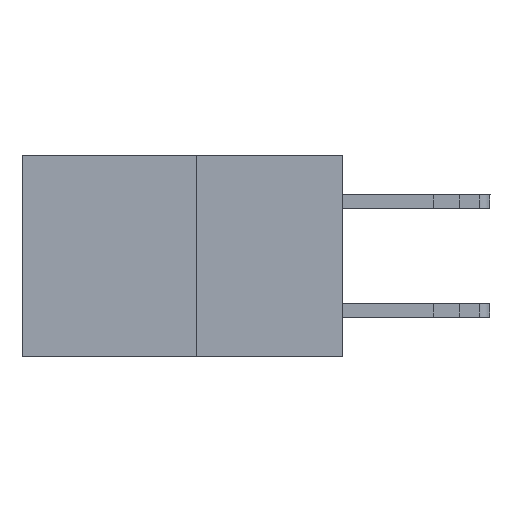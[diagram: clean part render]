
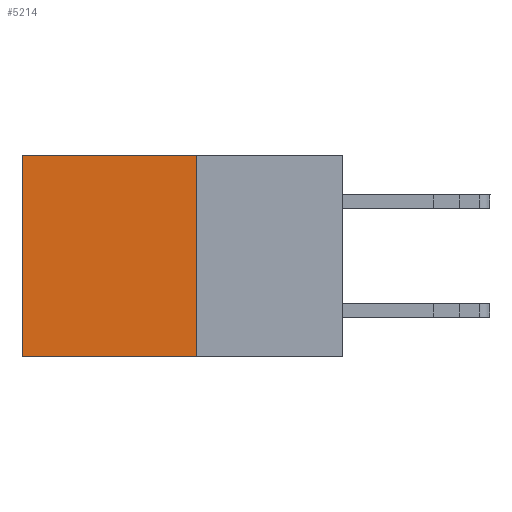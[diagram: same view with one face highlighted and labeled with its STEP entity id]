
A CAD part, left-side view. The second image highlights one B-rep face of the part: STEP entity #5214.
In plain terms, the highlighted planar face has unit normal (-1, 0, 0).
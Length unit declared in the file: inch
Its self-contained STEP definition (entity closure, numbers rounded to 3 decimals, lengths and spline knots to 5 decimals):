
#922 = CARTESIAN_POINT ( 'NONE',  ( 0.277, 0.27, -0.37 ) ) ;
#1428 = ORIENTED_EDGE ( 'NONE', *, *, #9774, .F. ) ;
#1610 = DIRECTION ( 'NONE',  ( 1., 0., 0. ) ) ;
#1947 = DIRECTION ( 'NONE',  ( 0., 0., -1. ) ) ;
#2921 = ORIENTED_EDGE ( 'NONE', *, *, #5859, .T. ) ;
#3546 = EDGE_CURVE ( 'NONE', #6279, #12577, #10124, .T. ) ;
#4759 = CARTESIAN_POINT ( 'NONE',  ( 0.277, 0.59, -0.37 ) ) ;
#5214 = ADVANCED_FACE ( 'NONE', ( #10600 ), #8564, .F. ) ;
#5859 = EDGE_CURVE ( 'NONE', #6295, #12577, #14787, .T. ) ;
#5903 = CARTESIAN_POINT ( 'NONE',  ( 0.277, 0.27, 0. ) ) ;
#6005 = ORIENTED_EDGE ( 'NONE', *, *, #3546, .F. ) ;
#6228 = AXIS2_PLACEMENT_3D ( 'NONE', #11959, #1610, #1947 ) ;
#6279 = VERTEX_POINT ( 'NONE', #11320 ) ;
#6295 = VERTEX_POINT ( 'NONE', #9734 ) ;
#7308 = VECTOR ( 'NONE', #14667, 39.37008 ) ;
#8564 = PLANE ( 'NONE',  #6228 ) ;
#9533 = VERTEX_POINT ( 'NONE', #12496 ) ;
#9734 = CARTESIAN_POINT ( 'NONE',  ( 0.277, 0.59, 0. ) ) ;
#9774 = EDGE_CURVE ( 'NONE', #9533, #6279, #16333, .T. ) ;
#10124 = LINE ( 'NONE', #10330, #12691 ) ;
#10330 = CARTESIAN_POINT ( 'NONE',  ( 0.277, 0.27, -0.37 ) ) ;
#10600 = FACE_OUTER_BOUND ( 'NONE', #14279, .T. ) ;
#11306 = LINE ( 'NONE', #5903, #18819 ) ;
#11320 = CARTESIAN_POINT ( 'NONE',  ( 0.277, 0.27, -0.37 ) ) ;
#11959 = CARTESIAN_POINT ( 'NONE',  ( 0.277, 0.27, -0.37 ) ) ;
#12496 = CARTESIAN_POINT ( 'NONE',  ( 0.277, 0.27, 0. ) ) ;
#12577 = VERTEX_POINT ( 'NONE', #15642 ) ;
#12691 = VECTOR ( 'NONE', #17190, 39.37008 ) ;
#12764 = DIRECTION ( 'NONE',  ( 0., 1., 0. ) ) ;
#13072 = DIRECTION ( 'NONE',  ( 0., 0., -1. ) ) ;
#13366 = VECTOR ( 'NONE', #13072, 39.37008 ) ;
#14279 = EDGE_LOOP ( 'NONE', ( #2921, #6005, #1428, #16706 ) ) ;
#14667 = DIRECTION ( 'NONE',  ( 0., 0., -1. ) ) ;
#14787 = LINE ( 'NONE', #4759, #7308 ) ;
#15642 = CARTESIAN_POINT ( 'NONE',  ( 0.277, 0.59, -0.37 ) ) ;
#16333 = LINE ( 'NONE', #922, #13366 ) ;
#16706 = ORIENTED_EDGE ( 'NONE', *, *, #19636, .T. ) ;
#17190 = DIRECTION ( 'NONE',  ( 0., 1., 0. ) ) ;
#18819 = VECTOR ( 'NONE', #12764, 39.37008 ) ;
#19636 = EDGE_CURVE ( 'NONE', #9533, #6295, #11306, .T. ) ;
